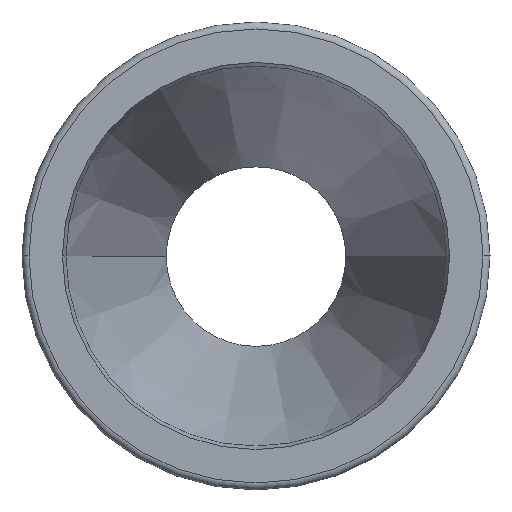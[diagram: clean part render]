
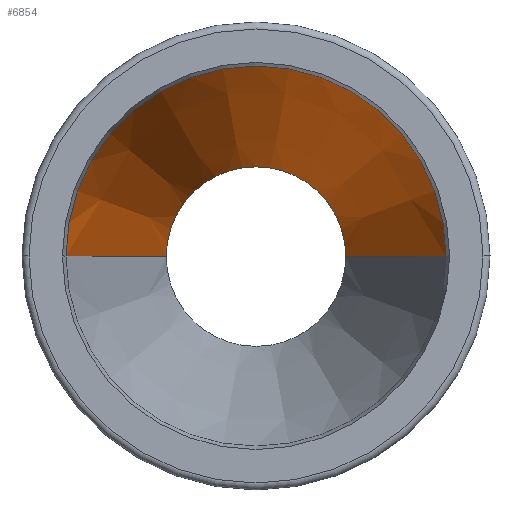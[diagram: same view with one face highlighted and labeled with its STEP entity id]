
A CAD part, top view. The second image highlights one B-rep face of the part: STEP entity #6854.
In plain terms, the highlighted conical face has half-angle 16.596 degrees and reference radius 4.988 mm.
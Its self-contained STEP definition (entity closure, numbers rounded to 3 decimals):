
#27=DIRECTION('',(-0.286,0.,-0.958));
#28=VECTOR('',#27,12.522);
#29=CARTESIAN_POINT('',(6.776,0.,12.));
#30=LINE('',#29,#28);
#31=DIRECTION('',(0.286,0.,-0.958));
#32=VECTOR('',#31,12.522);
#33=CARTESIAN_POINT('',(-6.776,0.,12.));
#34=LINE('',#33,#32);
#35=CARTESIAN_POINT('',(0.,0.,0.));
#36=DIRECTION('',(0.,0.,-1.));
#37=DIRECTION('',(-1.,0.,0.));
#38=AXIS2_PLACEMENT_3D('',#35,#36,#37);
#45=CARTESIAN_POINT('',(0.,0.,0.));
#46=DIRECTION('',(0.,0.,-1.));
#47=DIRECTION('',(0.813,0.582,0.));
#48=AXIS2_PLACEMENT_3D('',#45,#46,#47);
#55=CARTESIAN_POINT('',(0.,0.,0.));
#56=DIRECTION('',(0.,0.,-1.));
#57=DIRECTION('',(-0.582,0.813,0.));
#58=AXIS2_PLACEMENT_3D('',#55,#56,#57);
#75=CARTESIAN_POINT('',(0.,0.,12.));
#76=DIRECTION('',(0.,0.,-1.));
#77=DIRECTION('',(-1.,0.,0.));
#78=AXIS2_PLACEMENT_3D('',#75,#76,#77);
#2690=CARTESIAN_POINT('',(0.,0.,0.));
#2691=DIRECTION('',(0.,0.,-1.));
#2692=DIRECTION('',(0.582,0.813,0.));
#2693=AXIS2_PLACEMENT_3D('',#2690,#2691,#2692);
#2695=CARTESIAN_POINT('',(0.,0.,0.));
#2696=DIRECTION('',(0.,0.,-1.));
#2697=DIRECTION('',(-0.813,0.582,0.));
#2698=AXIS2_PLACEMENT_3D('',#2695,#2696,#2697);
#2732=CARTESIAN_POINT('',(1.863,2.602,0.));
#6688=CARTESIAN_POINT('',(-3.2,0.,0.));
#6689=CARTESIAN_POINT('',(-2.602,1.863,0.));
#6690=VERTEX_POINT('',#6688);
#6691=VERTEX_POINT('',#6689);
#6692=CARTESIAN_POINT('',(2.602,1.863,0.));
#6693=CARTESIAN_POINT('',(3.2,0.,0.));
#6694=VERTEX_POINT('',#6692);
#6695=VERTEX_POINT('',#6693);
#6699=VERTEX_POINT('',#2732);
#6700=CARTESIAN_POINT('',(-1.863,2.602,0.));
#6701=VERTEX_POINT('',#6700);
#6705=CARTESIAN_POINT('',(-6.776,0.,12.));
#6706=CARTESIAN_POINT('',(6.776,0.,12.));
#6707=VERTEX_POINT('',#6705);
#6708=VERTEX_POINT('',#6706);
#6836=CARTESIAN_POINT('',(0.,0.,6.));
#6837=DIRECTION('',(0.,0.,1.));
#6838=DIRECTION('',(-1.,0.,0.));
#6839=AXIS2_PLACEMENT_3D('',#6836,#6837,#6838);
#6840=CONICAL_SURFACE('',#6839,4.988,16.596);
#6841=ORIENTED_EDGE('',*,*,#6776,.F.);
#6842=ORIENTED_EDGE('',*,*,#6758,.F.);
#6844=ORIENTED_EDGE('',*,*,#6843,.T.);
#6845=ORIENTED_EDGE('',*,*,#6755,.T.);
#6846=ORIENTED_EDGE('',*,*,#6793,.F.);
#6848=ORIENTED_EDGE('',*,*,#6847,.F.);
#6849=ORIENTED_EDGE('',*,*,#6810,.F.);
#6851=ORIENTED_EDGE('',*,*,#6850,.F.);
#6852=EDGE_LOOP('',(#6841,#6842,#6844,#6845,#6846,#6848,#6849,#6851));
#6853=FACE_OUTER_BOUND('',#6852,.F.);
#6854=ADVANCED_FACE('',(#6853),#6840,.F.);
#39=CIRCLE('',#38,3.2);
#49=CIRCLE('',#48,3.2);
#59=CIRCLE('',#58,3.2);
#79=CIRCLE('',#78,6.776);
#2694=CIRCLE('',#2693,3.2);
#2699=CIRCLE('',#2698,3.2);
#6755=EDGE_CURVE('',#6708,#6695,#30,.T.);
#6758=EDGE_CURVE('',#6707,#6690,#34,.T.);
#6776=EDGE_CURVE('',#6690,#6691,#39,.T.);
#6793=EDGE_CURVE('',#6694,#6695,#49,.T.);
#6810=EDGE_CURVE('',#6701,#6699,#59,.T.);
#6843=EDGE_CURVE('',#6707,#6708,#79,.T.);
#6847=EDGE_CURVE('',#6699,#6694,#2694,.T.);
#6850=EDGE_CURVE('',#6691,#6701,#2699,.T.);
